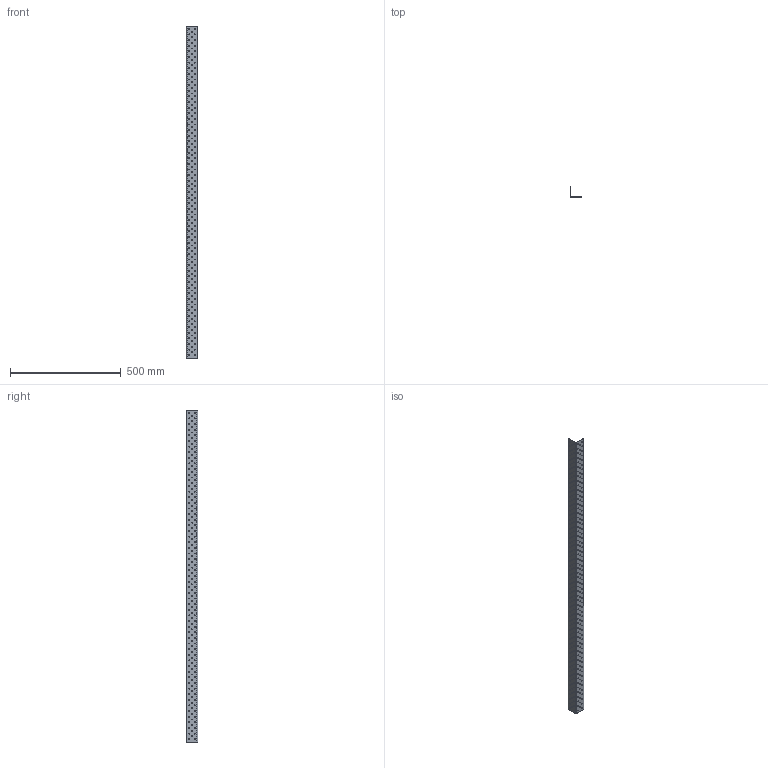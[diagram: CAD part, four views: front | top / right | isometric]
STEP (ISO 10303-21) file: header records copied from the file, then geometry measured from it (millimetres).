
FILE_DESCRIPTION (( 'STEP AP214' ), '1' );
FILE_NAME ('WCP-0881 Rev1.step', '2022-11-30T02:24:21', ( '' ), ( '' ), 'SwSTEP 2.0', 'SolidWorks 2020', '' );
FILE_SCHEMA (( 'AUTOMOTIVE_DESIGN' ));
Length unit declared in the file: inch
Products named in the file (1): WCP-0881 Rev1
Bounding box: 50.8 x 50.8 x 1498.6 mm (x, y, z)
Volume: 326499.7 mm3; surface area: 303408.1 mm2
Topology: 1 solids, 1 shells, 718 faces, 2148 edges, 1432 vertices
Faces by surface type: cylinder 706, plane 12
Entity records: 26512 total; most frequent: DIRECTION 4998, CARTESIAN_POINT 4299, ORIENTED_EDGE 4296, EDGE_CURVE 2148, AXIS2_PLACEMENT_3D 2131, VERTEX_POINT 1432, EDGE_LOOP 1422, CIRCLE 1412
